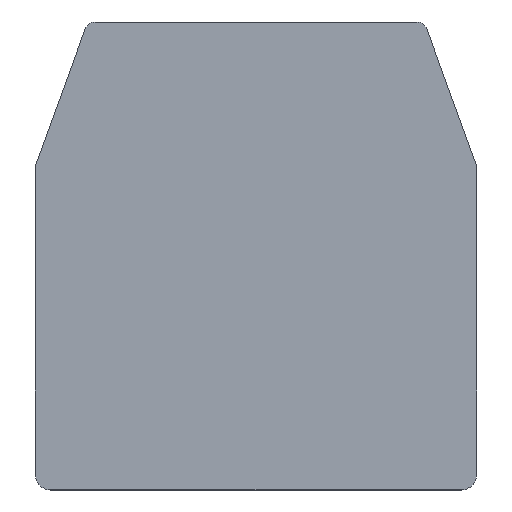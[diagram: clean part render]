
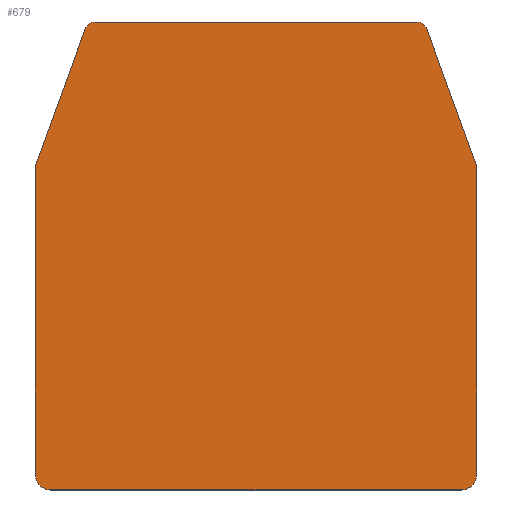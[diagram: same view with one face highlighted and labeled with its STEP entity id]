
A CAD part, top view. The second image highlights one B-rep face of the part: STEP entity #679.
In plain terms, the highlighted face is planar.
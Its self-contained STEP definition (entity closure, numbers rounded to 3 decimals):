
#152=DIRECTION('',(0.,1.,0.));
#153=VECTOR('',#152,39.);
#154=CARTESIAN_POINT('',(154.489,91.147,-1.5));
#155=LINE('',#154,#153);
#180=DIRECTION('',(-1.,0.,0.));
#181=VECTOR('',#180,29.263);
#182=CARTESIAN_POINT('',(185.252,89.647,-1.5));
#183=LINE('',#182,#181);
#201=DIRECTION('',(0.,-1.,0.));
#202=VECTOR('',#201,30.6);
#203=CARTESIAN_POINT('',(198.989,125.947,-1.5));
#204=LINE('',#203,#202);
#236=DIRECTION('',(-1.,0.,0.));
#237=VECTOR('',#236,29.263);
#238=CARTESIAN_POINT('',(185.252,131.647,-1.5));
#239=LINE('',#238,#237);
#243=CARTESIAN_POINT('',(155.989,130.147,-1.5));
#244=DIRECTION('',(0.,0.,1.));
#245=DIRECTION('',(0.,1.,0.));
#246=AXIS2_PLACEMENT_3D('',#243,#244,#245);
#251=CARTESIAN_POINT('',(155.989,91.147,-1.5));
#252=DIRECTION('',(0.,0.,1.));
#253=DIRECTION('',(-1.,0.,0.));
#254=AXIS2_PLACEMENT_3D('',#251,#252,#253);
#259=DIRECTION('',(0.94,0.342,0.));
#260=VECTOR('',#259,13.919);
#261=CARTESIAN_POINT('',(185.252,89.647,-1.5));
#262=LINE('',#261,#260);
#266=CARTESIAN_POINT('',(197.989,95.347,-1.5));
#267=DIRECTION('',(0.,0.,1.));
#268=DIRECTION('',(0.342,-0.94,0.));
#269=AXIS2_PLACEMENT_3D('',#266,#267,#268);
#274=CARTESIAN_POINT('',(197.989,125.947,-1.5));
#275=DIRECTION('',(0.,0.,1.));
#276=DIRECTION('',(1.,0.,0.));
#277=AXIS2_PLACEMENT_3D('',#274,#275,#276);
#282=DIRECTION('',(-0.94,0.342,0.));
#283=VECTOR('',#282,13.919);
#284=CARTESIAN_POINT('',(198.331,126.886,-1.5));
#285=LINE('',#284,#283);
#377=CARTESIAN_POINT('',(154.489,130.147,-1.5));
#378=VERTEX_POINT('',#377);
#379=CARTESIAN_POINT('',(155.989,131.647,-1.5));
#380=VERTEX_POINT('',#379);
#381=CARTESIAN_POINT('',(154.489,91.147,-1.5));
#382=VERTEX_POINT('',#381);
#383=CARTESIAN_POINT('',(155.989,89.647,-1.5));
#384=VERTEX_POINT('',#383);
#385=CARTESIAN_POINT('',(185.252,89.647,-1.5));
#386=VERTEX_POINT('',#385);
#387=CARTESIAN_POINT('',(198.331,94.407,-1.5));
#388=VERTEX_POINT('',#387);
#389=CARTESIAN_POINT('',(198.989,95.347,-1.5));
#390=VERTEX_POINT('',#389);
#391=CARTESIAN_POINT('',(198.989,125.947,-1.5));
#392=VERTEX_POINT('',#391);
#393=CARTESIAN_POINT('',(198.331,126.886,-1.5));
#394=VERTEX_POINT('',#393);
#395=CARTESIAN_POINT('',(185.252,131.647,-1.5));
#396=VERTEX_POINT('',#395);
#662=CARTESIAN_POINT('',(6.263,18.308,-1.5));
#663=DIRECTION('',(0.,0.,1.));
#664=DIRECTION('',(1.,0.,0.));
#665=AXIS2_PLACEMENT_3D('',#662,#663,#664);
#666=PLANE('',#665);
#667=ORIENTED_EDGE('',*,*,#649,.T.);
#668=ORIENTED_EDGE('',*,*,#460,.T.);
#669=ORIENTED_EDGE('',*,*,#482,.F.);
#670=ORIENTED_EDGE('',*,*,#503,.T.);
#671=ORIENTED_EDGE('',*,*,#524,.F.);
#672=ORIENTED_EDGE('',*,*,#544,.T.);
#673=ORIENTED_EDGE('',*,*,#567,.T.);
#674=ORIENTED_EDGE('',*,*,#587,.F.);
#675=ORIENTED_EDGE('',*,*,#608,.T.);
#676=ORIENTED_EDGE('',*,*,#629,.T.);
#677=EDGE_LOOP('',(#667,#668,#669,#670,#671,#672,#673,#674,#675,#676));
#678=FACE_OUTER_BOUND('',#677,.F.);
#247=CIRCLE('',#246,1.5);
#255=CIRCLE('',#254,1.5);
#270=CIRCLE('',#269,1.);
#278=CIRCLE('',#277,1.);
#460=EDGE_CURVE('',#380,#378,#247,.T.);
#482=EDGE_CURVE('',#382,#378,#155,.T.);
#503=EDGE_CURVE('',#382,#384,#255,.T.);
#524=EDGE_CURVE('',#386,#384,#183,.T.);
#544=EDGE_CURVE('',#386,#388,#262,.T.);
#567=EDGE_CURVE('',#388,#390,#270,.T.);
#587=EDGE_CURVE('',#392,#390,#204,.T.);
#608=EDGE_CURVE('',#392,#394,#278,.T.);
#629=EDGE_CURVE('',#394,#396,#285,.T.);
#649=EDGE_CURVE('',#396,#380,#239,.T.);
#679=ADVANCED_FACE('',(#678),#666,.F.);
